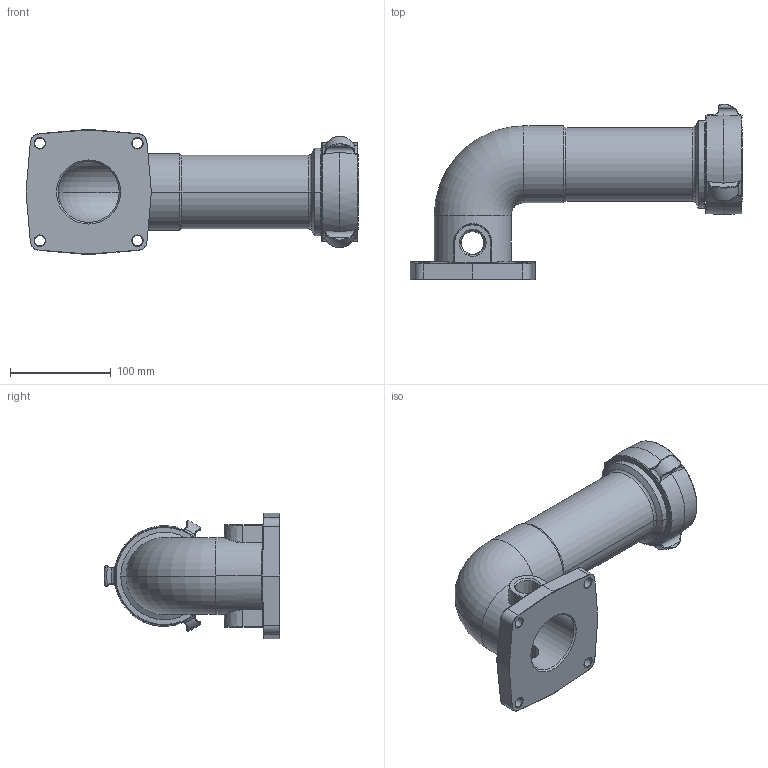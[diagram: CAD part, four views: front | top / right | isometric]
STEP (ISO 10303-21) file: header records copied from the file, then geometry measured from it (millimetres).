
FILE_DESCRIPTION((''),'2;1');
FILE_NAME('78250316_FE6SS_2_50NH_SW0001','2016-05-19T',('jhabe'),(''),'CREO PARAMETRIC BY PTC INC, 2015290','CREO PARAMETRIC BY PTC INC, 2015290','');
FILE_SCHEMA(('CONFIG_CONTROL_DESIGN'));
Length unit declared in the file: inch
Products named in the file (1): 78250316_FE6SS_2_50NH_SW0001
Bounding box: 328.74 x 174 x 124.11 mm (x, y, z)
Surface area: 208728.5 mm2 (no closed solid volume)
Topology: 0 solids, 10 shells, 288 faces, 1152 edges, 861 vertices
Faces by surface type: bspline 88, cylinder 80, cone 49, plane 37, torus 28, sphere 6
Entity records: 19390 total; most frequent: CARTESIAN_POINT 11279, ORIENTED_EDGE 1752, DIRECTION 1245, EDGE_CURVE 1148, VERTEX_POINT 861, B_SPLINE_CURVE_WITH_KNOTS 615, AXIS2_PLACEMENT_3D 512, EDGE_LOOP 324
